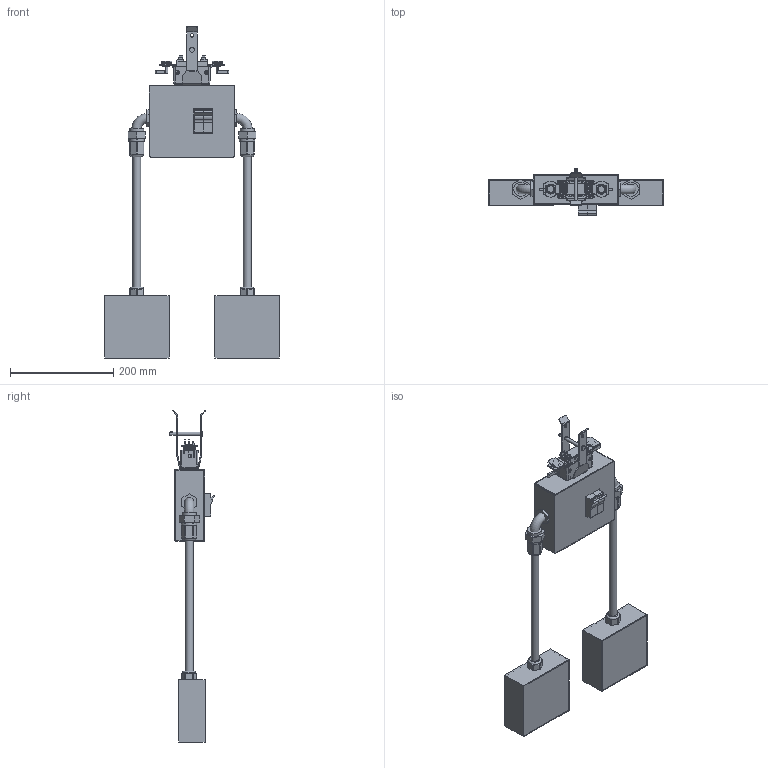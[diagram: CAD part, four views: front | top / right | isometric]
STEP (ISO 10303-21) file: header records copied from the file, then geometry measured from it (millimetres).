
FILE_DESCRIPTION(/* description */ (''),/* implementation_level */ '2;1');
FILE_NAME(/* name */ 'busSTRUTDrop_MD40-2-120-CB15-DC-XX-2XQS-(F).stp',/* time_stamp */ '2024-12-02T21:31:56+02:00',/* author */ ('fkris'),/* organization */ (''),/* preprocessor_version */ 'ST-DEVELOPER v18.1',/* originating_system */ 'Autodesk Inventor 2021',/* authorisation */ '');
FILE_SCHEMA (('AUTOMOTIVE_DESIGN { 1 0 10303 214 3 1 1 }'));
Products named in the file (69): busSTRUTDrop_MD40-2-120-CB15-DC-XX-2XQS-(F)-3DView-View1; busSTRUTDrop_MD40-2-120-CB15-DC-XX-2XQS-(F)-3DView-View1_1_1; busSTRUTDrop_MD40-2-120-CB15-DC-XX-2XQS-(F)-3DView-View1_1; busSTRUTDrop_MD40-2-120-CB15-DC-XX-2XQS-(F)-3DView-View1_1_2; busSTRUTDrop_MD40-2-120-CB15-DC-XX-2XQS-(F)-3DView-View1_2; busSTRUTDrop_MD40-2-120-CB15-DC-XX-2XQS-(F)-3DView-View1_3; busSTRUTDrop_MD40-2-120-CB15-DC-XX-2XQS-(F)-3DView-View1_4; busSTRUTDrop_MD40-2-120-CB15-DC-XX-2XQS-(F)-3DView-View1_5; busSTRUTDrop_MD40-2-120-CB15-DC-XX-2XQS-(F)-3DView-View1_6; busSTRUTDrop_MD40-2-120-CB15-DC-XX-2XQS-(F)-3DView-View1_7; busSTRUTDrop_MD40-2-120-CB15-DC-XX-2XQS-(F)-3DView-View1_8; busSTRUTDrop_MD40-2-120-CB15-DC-XX-2XQS-(F)-3DView-View1_9; busSTRUTDrop_MD40-2-120-CB15-DC-XX-2XQS-(F)-3DView-View1_10; busSTRUTDrop_MD40-2-120-CB15-DC-XX-2XQS-(F)-3DView-View1_11; busSTRUTDrop_MD40-2-120-CB15-DC-XX-2XQS-(F)-3DView-View1_12; busSTRUTDrop_MD40-2-120-CB15-DC-XX-2XQS-(F)-3DView-View1_13; busSTRUTDrop_MD40-2-120-CB15-DC-XX-2XQS-(F)-3DView-View1_14; busSTRUTDrop_MD40-2-120-CB15-DC-XX-2XQS-(F)-3DView-View1_15; busSTRUTDrop_MD40-2-120-CB15-DC-XX-2XQS-(F)-3DView-View1_16; busSTRUTDrop_MD40-2-120-CB15-DC-XX-2XQS-(F)-3DView-View1_17; busSTRUTDrop_MD40-2-120-CB15-DC-XX-2XQS-(F)-3DView-View1_18; busSTRUTDrop_MD40-2-120-CB15-DC-XX-2XQS-(F)-3DView-View1_19; busSTRUTDrop_MD40-2-120-CB15-DC-XX-2XQS-(F)-3DView-View1_20; busSTRUTDrop_MD40-2-120-CB15-DC-XX-2XQS-(F)-3DView-View1_21; busSTRUTDrop_MD40-2-120-CB15-DC-XX-2XQS-(F)-3DView-View1_22; busSTRUTDrop_MD40-2-120-CB15-DC-XX-2XQS-(F)-3DView-View1_23; busSTRUTDrop_MD40-2-120-CB15-DC-XX-2XQS-(F)-3DView-View1_24; busSTRUTDrop_MD40-2-120-CB15-DC-XX-2XQS-(F)-3DView-View1_25; busSTRUTDrop_MD40-2-120-CB15-DC-XX-2XQS-(F)-3DView-View1_26; busSTRUTDrop_MD40-2-120-CB15-DC-XX-2XQS-(F)-3DView-View1_27; busSTRUTDrop_MD40-2-120-CB15-DC-XX-2XQS-(F)-3DView-View1_28; busSTRUTDrop_MD40-2-120-CB15-DC-XX-2XQS-(F)-3DView-View1_29; busSTRUTDrop_MD40-2-120-CB15-DC-XX-2XQS-(F)-3DView-View1_30; busSTRUTDrop_MD40-2-120-CB15-DC-XX-2XQS-(F)-3DView-View1_31; busSTRUTDrop_MD40-2-120-CB15-DC-XX-2XQS-(F)-3DView-View1_32; busSTRUTDrop_MD40-2-120-CB15-DC-XX-2XQS-(F)-3DView-View1_33; busSTRUTDrop_MD40-2-120-CB15-DC-XX-2XQS-(F)-3DView-View1_34; busSTRUTDrop_MD40-2-120-CB15-DC-XX-2XQS-(F)-3DView-View1_35; busSTRUTDrop_MD40-2-120-CB15-DC-XX-2XQS-(F)-3DView-View1_36; busSTRUTDrop_MD40-2-120-CB15-DC-XX-2XQS-(F)-3DView-View1_37 ...
Assembly tree (68 placements, depth 2):
  busSTRUTDrop_MD40-2-120-CB15-DC-XX-2XQS-(F)-3DView-View1
    busSTRUTDrop_MD40-2-120-CB15-DC-XX-2XQS-(F)-3DView-View1_1_1
    busSTRUTDrop_MD40-2-120-CB15-DC-XX-2XQS-(F)-3DView-View1_1
    busSTRUTDrop_MD40-2-120-CB15-DC-XX-2XQS-(F)-3DView-View1_1_2
    busSTRUTDrop_MD40-2-120-CB15-DC-XX-2XQS-(F)-3DView-View1_2
    busSTRUTDrop_MD40-2-120-CB15-DC-XX-2XQS-(F)-3DView-View1_3
    busSTRUTDrop_MD40-2-120-CB15-DC-XX-2XQS-(F)-3DView-View1_4
    busSTRUTDrop_MD40-2-120-CB15-DC-XX-2XQS-(F)-3DView-View1_5
    busSTRUTDrop_MD40-2-120-CB15-DC-XX-2XQS-(F)-3DView-View1_6
    busSTRUTDrop_MD40-2-120-CB15-DC-XX-2XQS-(F)-3DView-View1_7
    busSTRUTDrop_MD40-2-120-CB15-DC-XX-2XQS-(F)-3DView-View1_8
    busSTRUTDrop_MD40-2-120-CB15-DC-XX-2XQS-(F)-3DView-View1_9
    busSTRUTDrop_MD40-2-120-CB15-DC-XX-2XQS-(F)-3DView-View1_10
    busSTRUTDrop_MD40-2-120-CB15-DC-XX-2XQS-(F)-3DView-View1_11
    busSTRUTDrop_MD40-2-120-CB15-DC-XX-2XQS-(F)-3DView-View1_12
    busSTRUTDrop_MD40-2-120-CB15-DC-XX-2XQS-(F)-3DView-View1_13
    busSTRUTDrop_MD40-2-120-CB15-DC-XX-2XQS-(F)-3DView-View1_14
    busSTRUTDrop_MD40-2-120-CB15-DC-XX-2XQS-(F)-3DView-View1_15
    busSTRUTDrop_MD40-2-120-CB15-DC-XX-2XQS-(F)-3DView-View1_16
    busSTRUTDrop_MD40-2-120-CB15-DC-XX-2XQS-(F)-3DView-View1_17
    busSTRUTDrop_MD40-2-120-CB15-DC-XX-2XQS-(F)-3DView-View1_18
    busSTRUTDrop_MD40-2-120-CB15-DC-XX-2XQS-(F)-3DView-View1_19
    busSTRUTDrop_MD40-2-120-CB15-DC-XX-2XQS-(F)-3DView-View1_20
    busSTRUTDrop_MD40-2-120-CB15-DC-XX-2XQS-(F)-3DView-View1_21
    busSTRUTDrop_MD40-2-120-CB15-DC-XX-2XQS-(F)-3DView-View1_22
    busSTRUTDrop_MD40-2-120-CB15-DC-XX-2XQS-(F)-3DView-View1_23
    busSTRUTDrop_MD40-2-120-CB15-DC-XX-2XQS-(F)-3DView-View1_24
    busSTRUTDrop_MD40-2-120-CB15-DC-XX-2XQS-(F)-3DView-View1_25
    busSTRUTDrop_MD40-2-120-CB15-DC-XX-2XQS-(F)-3DView-View1_26
    busSTRUTDrop_MD40-2-120-CB15-DC-XX-2XQS-(F)-3DView-View1_27
    busSTRUTDrop_MD40-2-120-CB15-DC-XX-2XQS-(F)-3DView-View1_28
    busSTRUTDrop_MD40-2-120-CB15-DC-XX-2XQS-(F)-3DView-View1_29
    busSTRUTDrop_MD40-2-120-CB15-DC-XX-2XQS-(F)-3DView-View1_30
    busSTRUTDrop_MD40-2-120-CB15-DC-XX-2XQS-(F)-3DView-View1_31
    busSTRUTDrop_MD40-2-120-CB15-DC-XX-2XQS-(F)-3DView-View1_32
    busSTRUTDrop_MD40-2-120-CB15-DC-XX-2XQS-(F)-3DView-View1_33
    busSTRUTDrop_MD40-2-120-CB15-DC-XX-2XQS-(F)-3DView-View1_34
    busSTRUTDrop_MD40-2-120-CB15-DC-XX-2XQS-(F)-3DView-View1_35
    busSTRUTDrop_MD40-2-120-CB15-DC-XX-2XQS-(F)-3DView-View1_36
    busSTRUTDrop_MD40-2-120-CB15-DC-XX-2XQS-(F)-3DView-View1_37
    busSTRUTDrop_MD40-2-120-CB15-DC-XX-2XQS-(F)-3DView-View1_38
    busSTRUTDrop_MD40-2-120-CB15-DC-XX-2XQS-(F)-3DView-View1_39
    busSTRUTDrop_MD40-2-120-CB15-DC-XX-2XQS-(F)-3DView-View1_40
    busSTRUTDrop_MD40-2-120-CB15-DC-XX-2XQS-(F)-3DView-View1_41
    busSTRUTDrop_MD40-2-120-CB15-DC-XX-2XQS-(F)-3DView-View1_42
    busSTRUTDrop_MD40-2-120-CB15-DC-XX-2XQS-(F)-3DView-View1_43
    busSTRUTDrop_MD40-2-120-CB15-DC-XX-2XQS-(F)-3DView-View1_44
    busSTRUTDrop_MD40-2-120-CB15-DC-XX-2XQS-(F)-3DView-View1_45
    busSTRUTDrop_MD40-2-120-CB15-DC-XX-2XQS-(F)-3DView-View1_46
    busSTRUTDrop_MD40-2-120-CB15-DC-XX-2XQS-(F)-3DView-View1_47
    busSTRUTDrop_MD40-2-120-CB15-DC-XX-2XQS-(F)-3DView-View1_48
    busSTRUTDrop_MD40-2-120-CB15-DC-XX-2XQS-(F)-3DView-View1_49
    busSTRUTDrop_MD40-2-120-CB15-DC-XX-2XQS-(F)-3DView-View1_50
    busSTRUTDrop_MD40-2-120-CB15-DC-XX-2XQS-(F)-3DView-View1_51
    busSTRUTDrop_MD40-2-120-CB15-DC-XX-2XQS-(F)-3DView-View1_52
    busSTRUTDrop_MD40-2-120-CB15-DC-XX-2XQS-(F)-3DView-View1_53
    busSTRUTDrop_MD40-2-120-CB15-DC-XX-2XQS-(F)-3DView-View1_54
    busSTRUTDrop_MD40-2-120-CB15-DC-XX-2XQS-(F)-3DView-View1_55
    busSTRUTDrop_MD40-2-120-CB15-DC-XX-2XQS-(F)-3DView-View1_56
    busSTRUTDrop_MD40-2-120-CB15-DC-XX-2XQS-(F)-3DView-View1_57
Bounding box: 339.56 x 89.1 x 644.56 mm (x, y, z)
Volume: 950241.9 mm3; surface area: 644701.7 mm2
Topology: 72 solids, 96 shells, 1672 faces, 3870 edges, 2347 vertices
Faces by surface type: plane 1005, cylinder 441, cone 154, bspline 50, torus 16, sphere 6
Full cylindrical faces by diameter (mm): 3.048 x4, 4.166 x4, 6.299 x1, 6.731 x4, 8.052 x2, 9.525 x1, 12 x4, 12.7 x2, 14 x4, 14.423 x2, 15.113 x2, 15.331 x2, 17.7 x4, 19.395 x2, 20.796 x4, 20.828 x1, 22.225 x1, 27.678 x2, 30.114 x2
Entity records: 55009 total; most frequent: CARTESIAN_POINT 14243, DIRECTION 7892, ORIENTED_EDGE 7556, EDGE_CURVE 3795, LINE 2872, VECTOR 2872, AXIS2_PLACEMENT_3D 2510, VERTEX_POINT 2315
